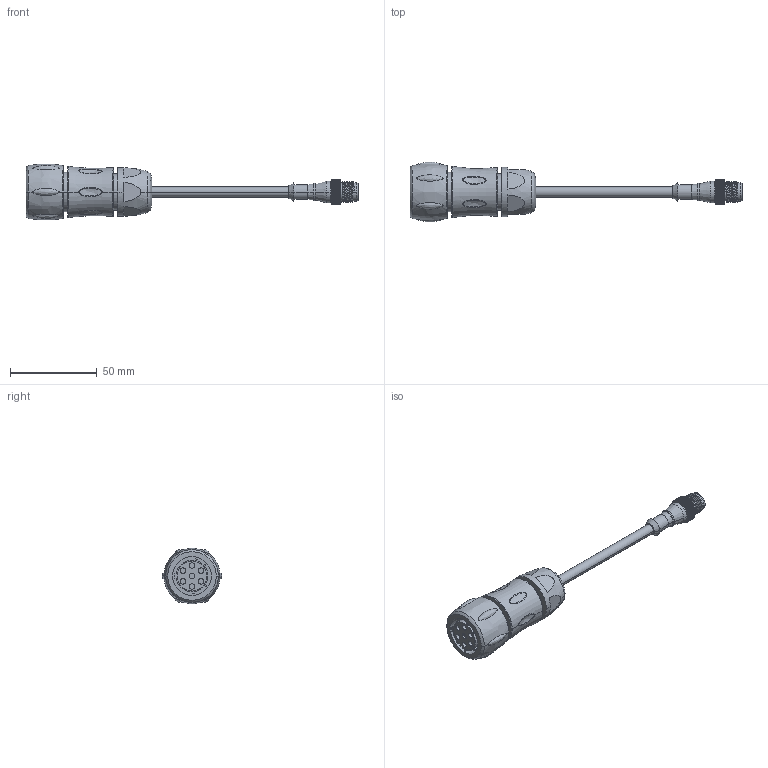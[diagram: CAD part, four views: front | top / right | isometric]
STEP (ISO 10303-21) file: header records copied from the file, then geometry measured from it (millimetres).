
FILE_DESCRIPTION((''),'2;1');
FILE_NAME('196672_ASM','2016-09-30T',('pdmadmin'),('BANNER ENGINEERING'),'PRO/ENGINEER BY PARAMETRIC TECHNOLOGY CORPORATION, 2016100','PRO/ENGINEER BY PARAMETRIC TECHNOLOGY CORPORATION, 2016100','');
FILE_SCHEMA(('CONFIG_CONTROL_DESIGN'));
Products named in the file (11): 133273; 122361; 133396; 133394; 141342; 133399_ASM; 153396_ASM; 134751_AF0; 154260_ASM; UTS6JC147S; 196672_ASM
Assembly tree (13 placements, depth 5):
  196672_ASM
    154260_ASM
      153396_ASM
        133273
        122361
        133399_ASM
          133396
          133394  x4
          141342
      134751_AF0
    UTS6JC147S
Bounding box: 191.6 x 34.5 x 32.3 mm (x, y, z)
Volume: 50077.5 mm3; surface area: 15386.8 mm2
Topology: 10 solids, 10 shells, 2263 faces, 5064 edges, 2864 vertices
Faces by surface type: bspline 1330, cylinder 607, plane 252, cone 46, torus 14, sphere 12, revolution 2
Entity records: 106527 total; most frequent: CARTESIAN_POINT 68829, ORIENTED_EDGE 9858, EDGE_CURVE 4929, DIRECTION 3769, B_SPLINE_CURVE_WITH_KNOTS 3570, VERTEX_POINT 2798, EDGE_LOOP 2273, FACE_OUTER_BOUND 2203
